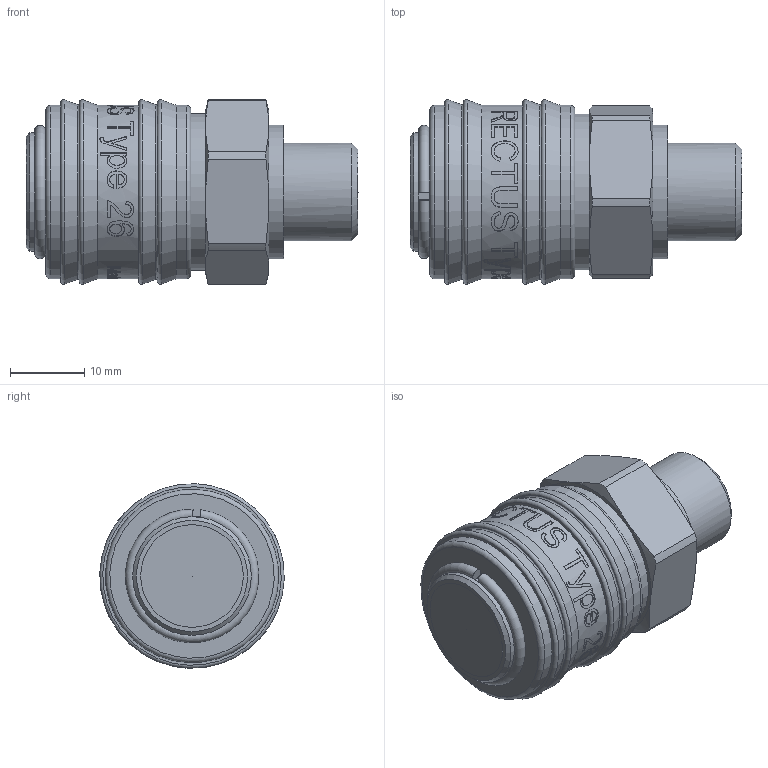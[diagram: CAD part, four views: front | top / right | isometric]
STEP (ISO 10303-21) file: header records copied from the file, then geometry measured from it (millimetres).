
FILE_DESCRIPTION((''),'2;1');
FILE_NAME('26kaaw13mpx.stp','2012-08-23T10:32:42',('IA176480'),(''),'Autodesk Inventor 2011','Autodesk Inventor 2011','');
FILE_SCHEMA(('AUTOMOTIVE_DESIGN { 1 0 10303 214 1 1 1 1 }'));
Length unit declared in the file: millimetre
Products named in the file (1): D104129
Bounding box: 44.61 x 24.78 x 24.78 mm (x, y, z)
Volume: 13318.2 mm3; surface area: 7222.6 mm2
Topology: 1 solids, 2 shells, 463 faces, 1205 edges, 793 vertices
Faces by surface type: bspline 189, plane 175, cylinder 60, cone 28, torus 11
Full cylindrical faces by diameter (mm): 13.157 x1, 14.95 x1, 15.95 x2, 16.1 x1, 16.65 x1, 17 x1, 18 x3, 21 x1, 21.1 x1, 23.3 x3
Entity records: 62862 total; most frequent: CARTESIAN_POINT 52803, ORIENTED_EDGE 2296, DIRECTION 1323, EDGE_CURVE 1148, VERTEX_POINT 776, EDGE_LOOP 550, B_SPLINE_CURVE_WITH_KNOTS 521, FACE_OUTER_BOUND 461
